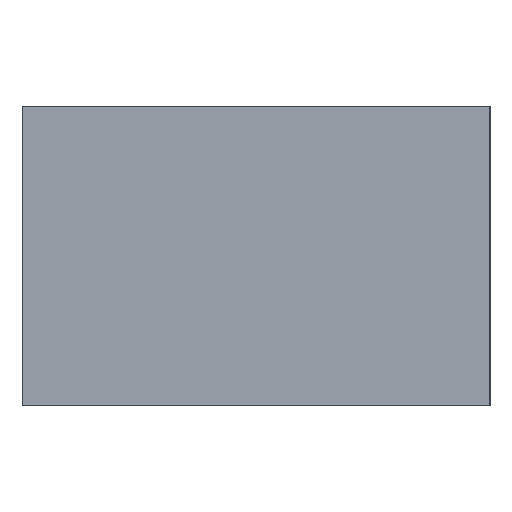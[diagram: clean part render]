
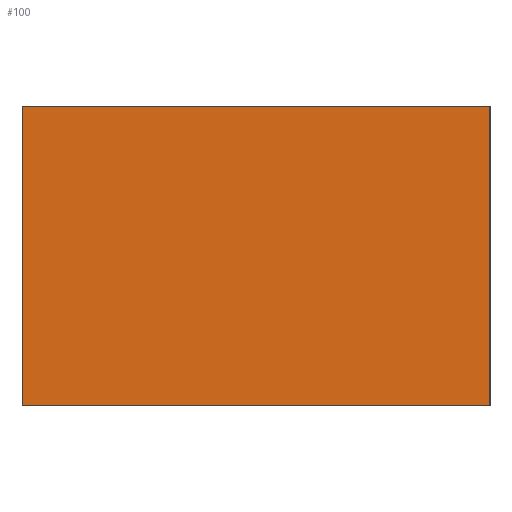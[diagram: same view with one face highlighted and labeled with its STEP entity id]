
A CAD part, left-side view. The second image highlights one B-rep face of the part: STEP entity #100.
In plain terms, the highlighted planar face has unit normal (-1, 0, 0).
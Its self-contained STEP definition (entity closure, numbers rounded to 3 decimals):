
#6=DIRECTION('',(0.,0.,1.));
#7=VECTOR('',#6,3.2);
#8=CARTESIAN_POINT('',(-5.,0.,-1.6));
#9=LINE('',#8,#7);
#22=DIRECTION('',(0.,-1.,0.));
#23=VECTOR('',#22,5.);
#24=CARTESIAN_POINT('',(-5.,0.,-1.6));
#25=LINE('',#24,#23);
#26=DIRECTION('',(0.,-1.,0.));
#27=VECTOR('',#26,5.);
#28=CARTESIAN_POINT('',(-5.,0.,1.6));
#29=LINE('',#28,#27);
#38=DIRECTION('',(0.,0.,1.));
#39=VECTOR('',#38,3.2);
#40=CARTESIAN_POINT('',(-5.,-5.,-1.6));
#41=LINE('',#40,#39);
#54=CARTESIAN_POINT('',(-5.,0.,-1.6));
#55=CARTESIAN_POINT('',(-5.,0.,1.6));
#56=VERTEX_POINT('',#54);
#57=VERTEX_POINT('',#55);
#62=CARTESIAN_POINT('',(-5.,-5.,-1.6));
#63=CARTESIAN_POINT('',(-5.,-5.,1.6));
#64=VERTEX_POINT('',#62);
#65=VERTEX_POINT('',#63);
#86=CARTESIAN_POINT('',(-5.,0.,-1.6));
#87=DIRECTION('',(-1.,0.,0.));
#88=DIRECTION('',(0.,0.,1.));
#89=AXIS2_PLACEMENT_3D('',#86,#87,#88);
#90=PLANE('',#89);
#91=ORIENTED_EDGE('',*,*,#75,.T.);
#93=ORIENTED_EDGE('',*,*,#92,.T.);
#95=ORIENTED_EDGE('',*,*,#94,.F.);
#97=ORIENTED_EDGE('',*,*,#96,.F.);
#98=EDGE_LOOP('',(#91,#93,#95,#97));
#99=FACE_OUTER_BOUND('',#98,.F.);
#75=EDGE_CURVE('',#56,#57,#9,.T.);
#92=EDGE_CURVE('',#57,#65,#29,.T.);
#94=EDGE_CURVE('',#64,#65,#41,.T.);
#96=EDGE_CURVE('',#56,#64,#25,.T.);
#100=ADVANCED_FACE('',(#99),#90,.T.);
